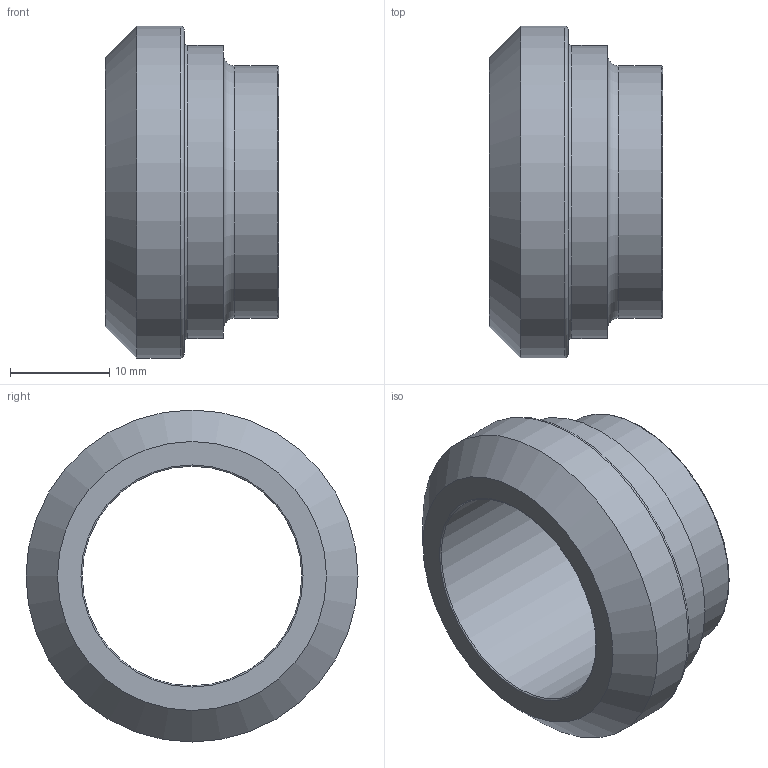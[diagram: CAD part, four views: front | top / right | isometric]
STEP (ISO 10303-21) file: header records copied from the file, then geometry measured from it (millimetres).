
FILE_DESCRIPTION(/* description */ (''),/* implementation_level */ '2;1');
FILE_NAME(/* name */ '14PRF-1.stp',/* time_stamp */ '2025-07-09T13:20:32-04:00',/* author */ ('brad'),/* organization */ (''),/* preprocessor_version */ 'ST-DEVELOPER v20',/* originating_system */ 'Autodesk Inventor 2025',/* authorisation */ '');
FILE_SCHEMA (('AUTOMOTIVE_DESIGN { 1 0 10303 214 3 1 1 }'));
Length unit declared in the file: inch
Products named in the file (1): 14PRF-1
Bounding box: 17.45 x 33.43 x 33.43 mm (x, y, z)
Volume: 5317.4 mm3; surface area: 3551.7 mm2
Topology: 1 solids, 1 shells, 15 faces, 32 edges, 21 vertices
Faces by surface type: torus 6, cylinder 4, plane 4, cone 1
Full cylindrical faces by diameter (mm): 22.098 x1, 25.4 x1, 29.515 x1, 33.426 x1
Entity records: 474 total; most frequent: DIRECTION 91, CARTESIAN_POINT 69, ORIENTED_EDGE 64, AXIS2_PLACEMENT_3D 43, EDGE_CURVE 32, CIRCLE 27, VERTEX_POINT 21, EDGE_LOOP 19
